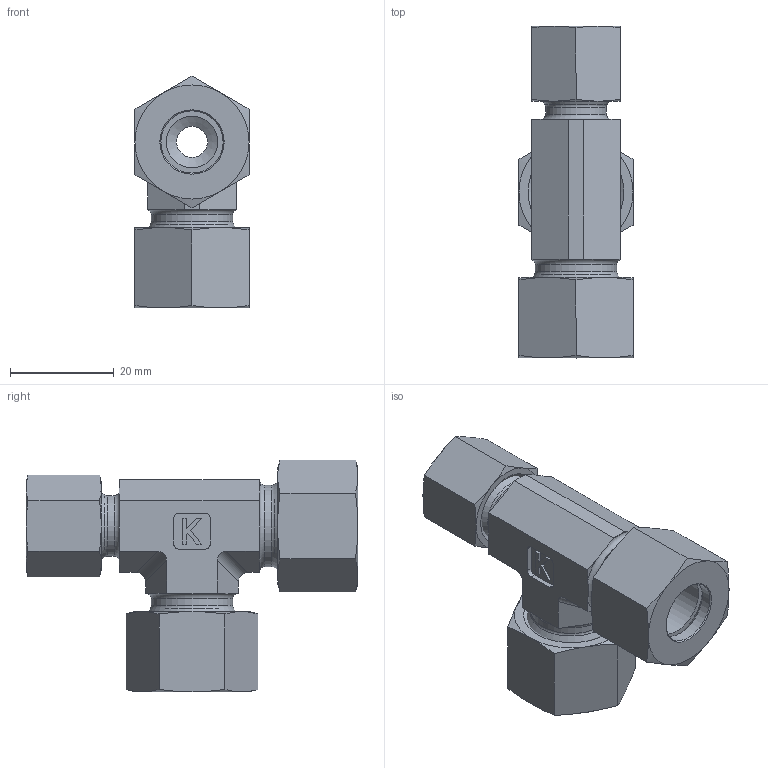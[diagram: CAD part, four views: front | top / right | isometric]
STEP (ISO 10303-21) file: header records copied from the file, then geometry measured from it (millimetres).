
FILE_DESCRIPTION((''),'2;1');
FILE_NAME('384120812.stp','2014-08-15T15:19:33',(''),('KNOMI spol. s r. o.'),'Autodesk Inventor 2012','Autodesk Inventor 2012','');
FILE_SCHEMA(('AUTOMOTIVE_DESIGN { 1 2 10303 214 0 1 1 1 }'));
Length unit declared in the file: millimetre
Products named in the file (6): TS2K 12/08/12L M18/M14/M18; 374 120812; 40108; 40112; 3910814; 3911218
Assembly tree (7 placements, depth 2):
  TS2K 12/08/12L M18/M14/M18
    374 120812
    40108
    40112  x2
    3910814
    3911218  x2
Bounding box: 22 x 64 x 44.7 mm (x, y, z)
Volume: 19816.6 mm3; surface area: 14934.5 mm2
Topology: 7 solids, 7 shells, 197 faces, 475 edges, 305 vertices
Faces by surface type: plane 84, cone 67, cylinder 37, torus 9
Full cylindrical faces by diameter (mm): 6 x1, 8 x3, 10 x3, 11.7 x1, 12 x7, 12.376 x1, 14 x1, 14.3 x2, 15.7 x2, 16 x2, 16.376 x2, 18 x2
Entity records: 4776 total; most frequent: CARTESIAN_POINT 947, DIRECTION 744, ORIENTED_EDGE 638, EDGE_CURVE 319, AXIS2_PLACEMENT_3D 302, EDGE_LOOP 234, VERTEX_POINT 227, STYLED_ITEM 175
